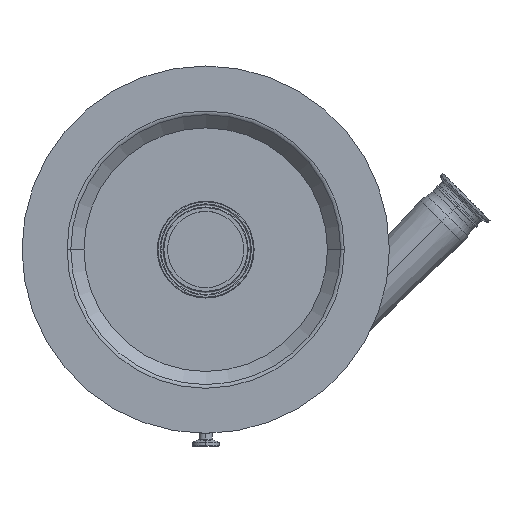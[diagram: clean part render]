
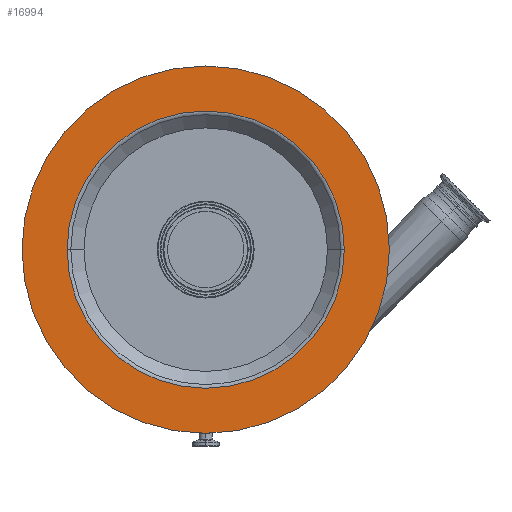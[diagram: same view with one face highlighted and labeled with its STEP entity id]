
A CAD part, top view. The second image highlights one B-rep face of the part: STEP entity #16994.
In plain terms, the highlighted planar face has unit normal (0, 0, 1).
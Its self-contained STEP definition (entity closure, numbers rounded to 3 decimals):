
#236 = FACE_OUTER_BOUND ( 'NONE', #9619, .T. ) ;
#479 = VERTEX_POINT ( 'NONE', #2529 ) ;
#2103 = CARTESIAN_POINT ( 'NONE',  ( 0., 0., 67. ) ) ;
#2529 = CARTESIAN_POINT ( 'NONE',  ( -132.071, 0., 67. ) ) ;
#2536 = VERTEX_POINT ( 'NONE', #5236 ) ;
#2743 = AXIS2_PLACEMENT_3D ( 'NONE', #9720, #3544, #8070 ) ;
#2756 = DIRECTION ( 'NONE',  ( -1., 0., 0. ) ) ;
#3544 = DIRECTION ( 'NONE',  ( 0., 0., -1. ) ) ;
#3928 = VERTEX_POINT ( 'NONE', #19556 ) ;
#4494 = EDGE_CURVE ( 'NONE', #479, #2536, #5292, .T. ) ;
#4750 = AXIS2_PLACEMENT_3D ( 'NONE', #9540, #19078, #18974 ) ;
#5094 = FACE_BOUND ( 'NONE', #12293, .T. ) ;
#5236 = CARTESIAN_POINT ( 'NONE',  ( 132.071, 0., 67. ) ) ;
#5292 = CIRCLE ( 'NONE', #19058, 132.071 ) ;
#6054 = DIRECTION ( 'NONE',  ( -1., 0., 0. ) ) ;
#8070 = DIRECTION ( 'NONE',  ( -1., 0., 0. ) ) ;
#8847 = CIRCLE ( 'NONE', #13437, 175. ) ;
#9048 = CARTESIAN_POINT ( 'NONE',  ( 0., 0., 67. ) ) ;
#9269 = EDGE_CURVE ( 'NONE', #2536, #479, #16262, .T. ) ;
#9540 = CARTESIAN_POINT ( 'NONE',  ( 0., 0., 67. ) ) ;
#9619 = EDGE_LOOP ( 'NONE', ( #20097, #11964 ) ) ;
#9720 = CARTESIAN_POINT ( 'NONE',  ( 0., 175., 67. ) ) ;
#10012 = CARTESIAN_POINT ( 'NONE',  ( -175., 0., 67. ) ) ;
#10038 = AXIS2_PLACEMENT_3D ( 'NONE', #2103, #14950, #13314 ) ;
#10876 = DIRECTION ( 'NONE',  ( 0., 0., -1. ) ) ;
#11461 = ORIENTED_EDGE ( 'NONE', *, *, #9269, .T. ) ;
#11515 = VERTEX_POINT ( 'NONE', #10012 ) ;
#11964 = ORIENTED_EDGE ( 'NONE', *, *, #18024, .F. ) ;
#12293 = EDGE_LOOP ( 'NONE', ( #17383, #11461 ) ) ;
#13184 = EDGE_CURVE ( 'NONE', #11515, #3928, #8847, .T. ) ;
#13314 = DIRECTION ( 'NONE',  ( -1., 0., 0. ) ) ;
#13437 = AXIS2_PLACEMENT_3D ( 'NONE', #9048, #10876, #2756 ) ;
#13959 = CARTESIAN_POINT ( 'NONE',  ( 0., 0., 67. ) ) ;
#14950 = DIRECTION ( 'NONE',  ( 0., 0., -1. ) ) ;
#15669 = PLANE ( 'NONE',  #2743 ) ;
#16233 = CIRCLE ( 'NONE', #4750, 175. ) ;
#16262 = CIRCLE ( 'NONE', #10038, 132.071 ) ;
#16994 = ADVANCED_FACE ( 'NONE', ( #5094, #236 ), #15669, .F. ) ;
#17383 = ORIENTED_EDGE ( 'NONE', *, *, #4494, .T. ) ;
#18024 = EDGE_CURVE ( 'NONE', #3928, #11515, #16233, .T. ) ;
#18974 = DIRECTION ( 'NONE',  ( -1., 0., 0. ) ) ;
#19058 = AXIS2_PLACEMENT_3D ( 'NONE', #13959, #20115, #6054 ) ;
#19078 = DIRECTION ( 'NONE',  ( 0., 0., -1. ) ) ;
#19556 = CARTESIAN_POINT ( 'NONE',  ( 175., 0., 67. ) ) ;
#20097 = ORIENTED_EDGE ( 'NONE', *, *, #13184, .F. ) ;
#20115 = DIRECTION ( 'NONE',  ( 0., 0., -1. ) ) ;
